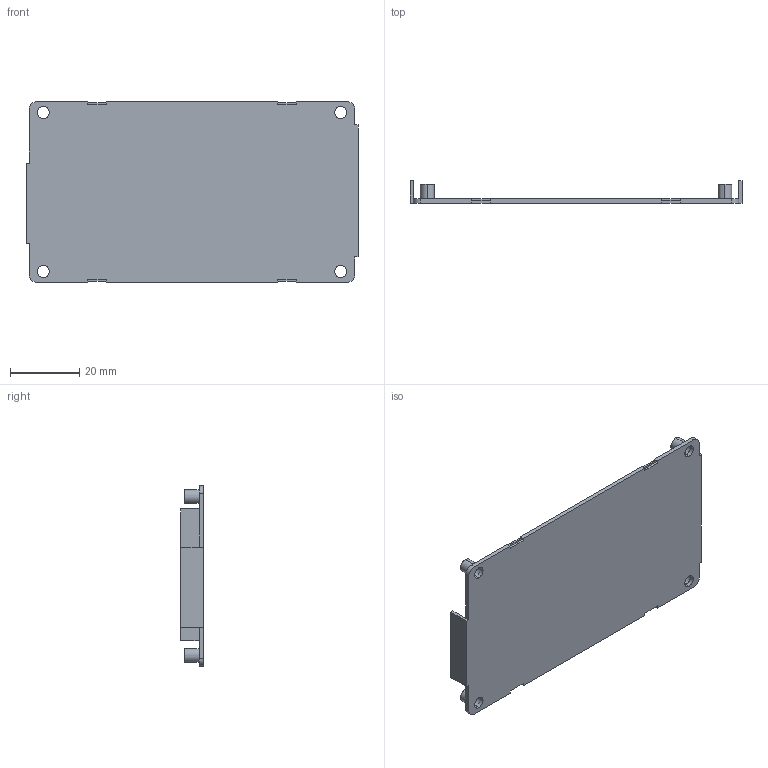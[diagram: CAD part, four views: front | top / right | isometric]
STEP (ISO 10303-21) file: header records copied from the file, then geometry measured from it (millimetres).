
FILE_DESCRIPTION (( 'STEP AP214' ), '1' );
FILE_NAME ('CUI_vsk-t cover.step', '2021-02-21T00:26:43', ( '' ), ( '' ), 'SwSTEP 2.0', 'SolidWorks 2021', '' );
FILE_SCHEMA (( 'AUTOMOTIVE_DESIGN' ));
Length unit declared in the file: inch
Products named in the file (1): CUI_vsk-t cover
Bounding box: 96.1 x 6.5 x 52.2 mm (x, y, z)
Volume: 6250.6 mm3; surface area: 11343.2 mm2
Topology: 1 solids, 1 shells, 74 faces, 196 edges, 128 vertices
Faces by surface type: plane 50, cylinder 24
Entity records: 3206 total; most frequent: DIRECTION 402, CARTESIAN_POINT 399, ORIENTED_EDGE 392, EDGE_CURVE 196, LINE 140, VECTOR 140, AXIS2_PLACEMENT_3D 131, VERTEX_POINT 128
